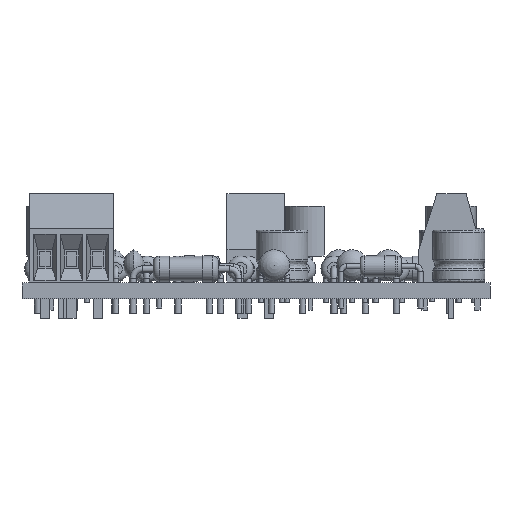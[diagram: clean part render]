
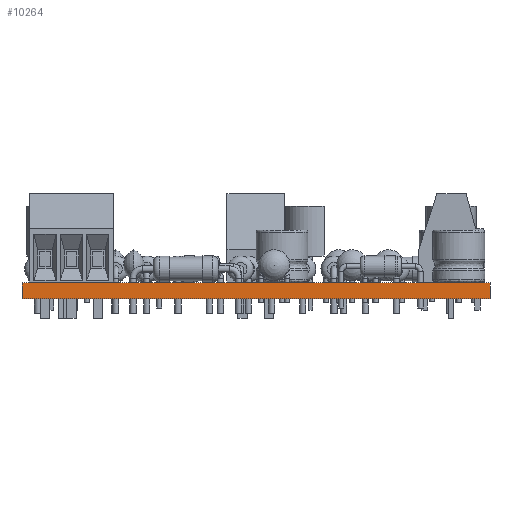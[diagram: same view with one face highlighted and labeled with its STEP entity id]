
A CAD part, front view. The second image highlights one B-rep face of the part: STEP entity #10264.
In plain terms, the highlighted planar face has unit normal (0, -1, 0).
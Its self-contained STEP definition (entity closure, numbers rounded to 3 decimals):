
#10264 = ADVANCED_FACE('',(#10265),#10299,.T.);
#10265 = FACE_BOUND('',#10266,.T.);
#10266 = EDGE_LOOP('',(#10267,#10277,#10285,#10293));
#10267 = ORIENTED_EDGE('',*,*,#10268,.T.);
#10268 = EDGE_CURVE('',#10269,#10271,#10273,.T.);
#10269 = VERTEX_POINT('',#10270);
#10270 = CARTESIAN_POINT('',(22.5,-22.5,0.));
#10271 = VERTEX_POINT('',#10272);
#10272 = CARTESIAN_POINT('',(22.5,-22.5,1.51));
#10273 = LINE('',#10274,#10275);
#10274 = CARTESIAN_POINT('',(22.5,-22.5,0.));
#10275 = VECTOR('',#10276,1.);
#10276 = DIRECTION('',(0.,0.,1.));
#10277 = ORIENTED_EDGE('',*,*,#10278,.T.);
#10278 = EDGE_CURVE('',#10271,#10279,#10281,.T.);
#10279 = VERTEX_POINT('',#10280);
#10280 = CARTESIAN_POINT('',(-22.5,-22.5,1.51));
#10281 = LINE('',#10282,#10283);
#10282 = CARTESIAN_POINT('',(22.5,-22.5,1.51));
#10283 = VECTOR('',#10284,1.);
#10284 = DIRECTION('',(-1.,0.,0.));
#10285 = ORIENTED_EDGE('',*,*,#10286,.F.);
#10286 = EDGE_CURVE('',#10287,#10279,#10289,.T.);
#10287 = VERTEX_POINT('',#10288);
#10288 = CARTESIAN_POINT('',(-22.5,-22.5,0.));
#10289 = LINE('',#10290,#10291);
#10290 = CARTESIAN_POINT('',(-22.5,-22.5,0.));
#10291 = VECTOR('',#10292,1.);
#10292 = DIRECTION('',(0.,0.,1.));
#10293 = ORIENTED_EDGE('',*,*,#10294,.F.);
#10294 = EDGE_CURVE('',#10269,#10287,#10295,.T.);
#10295 = LINE('',#10296,#10297);
#10296 = CARTESIAN_POINT('',(22.5,-22.5,0.));
#10297 = VECTOR('',#10298,1.);
#10298 = DIRECTION('',(-1.,0.,0.));
#10299 = PLANE('',#10300);
#10300 = AXIS2_PLACEMENT_3D('',#10301,#10302,#10303);
#10301 = CARTESIAN_POINT('',(22.5,-22.5,0.));
#10302 = DIRECTION('',(0.,-1.,0.));
#10303 = DIRECTION('',(-1.,0.,0.));
